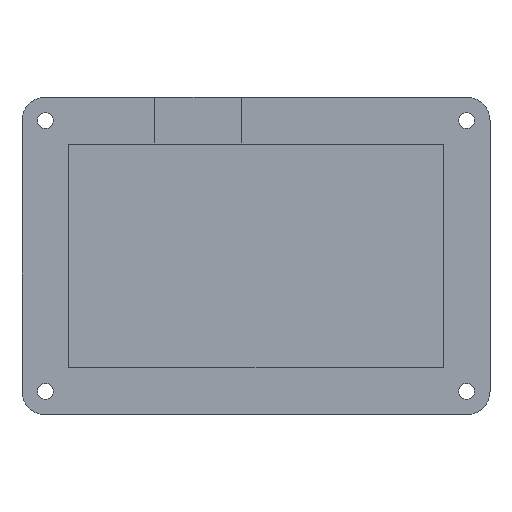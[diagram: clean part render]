
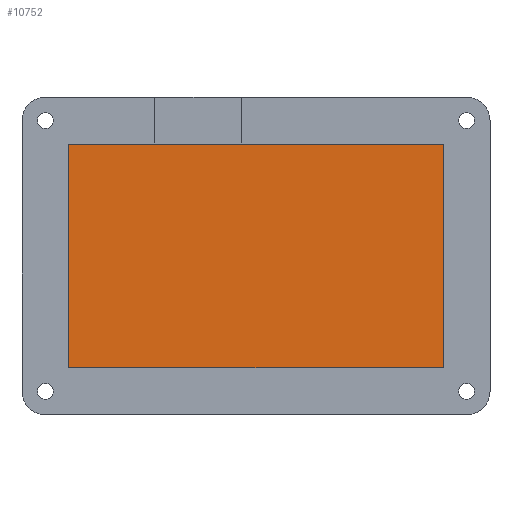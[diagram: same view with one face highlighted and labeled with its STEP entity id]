
A CAD part, top view. The second image highlights one B-rep face of the part: STEP entity #10752.
In plain terms, the highlighted planar face has unit normal (0, 0, 1).
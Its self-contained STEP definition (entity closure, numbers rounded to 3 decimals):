
#1695=FACE_OUTER_BOUND('',#2314,.T.);
#2314=EDGE_LOOP('',(#9897,#9898,#9899,#9900));
#3209=LINE('',#21488,#4094);
#3210=LINE('',#21490,#4095);
#3211=LINE('',#21492,#4096);
#3212=LINE('',#21493,#4097);
#4094=VECTOR('',#12365,10.);
#4095=VECTOR('',#12366,10.);
#4096=VECTOR('',#12367,10.);
#4097=VECTOR('',#12368,10.);
#5160=VERTEX_POINT('',#21486);
#5161=VERTEX_POINT('',#21487);
#5162=VERTEX_POINT('',#21489);
#5163=VERTEX_POINT('',#21491);
#6747=EDGE_CURVE('',#5160,#5161,#3209,.T.);
#6748=EDGE_CURVE('',#5162,#5160,#3210,.T.);
#6749=EDGE_CURVE('',#5163,#5162,#3211,.T.);
#6750=EDGE_CURVE('',#5161,#5163,#3212,.T.);
#9897=ORIENTED_EDGE('',*,*,#6747,.F.);
#9898=ORIENTED_EDGE('',*,*,#6748,.F.);
#9899=ORIENTED_EDGE('',*,*,#6749,.F.);
#9900=ORIENTED_EDGE('',*,*,#6750,.F.);
#10183=PLANE('',#11010);
#10752=ADVANCED_FACE('',(#1695),#10183,.T.);
#11010=AXIS2_PLACEMENT_3D('',#21485,#12363,#12364);
#12363=DIRECTION('center_axis',(0.,0.,1.));
#12364=DIRECTION('ref_axis',(1.,0.,0.));
#12365=DIRECTION('',(-1.,0.,0.));
#12366=DIRECTION('',(0.,-1.,0.));
#12367=DIRECTION('',(1.,0.,0.));
#12368=DIRECTION('',(0.,1.,0.));
#21485=CARTESIAN_POINT('Origin',(14.365,0.645,3.));
#21486=CARTESIAN_POINT('',(54.23,-23.21,3.));
#21487=CARTESIAN_POINT('',(-25.5,-23.21,3.));
#21488=CARTESIAN_POINT('',(34.298,-23.21,3.));
#21489=CARTESIAN_POINT('',(54.23,24.5,3.));
#21490=CARTESIAN_POINT('',(54.23,12.573,3.));
#21491=CARTESIAN_POINT('',(-25.5,24.5,3.));
#21492=CARTESIAN_POINT('',(-5.568,24.5,3.));
#21493=CARTESIAN_POINT('',(-25.5,-11.283,3.));
